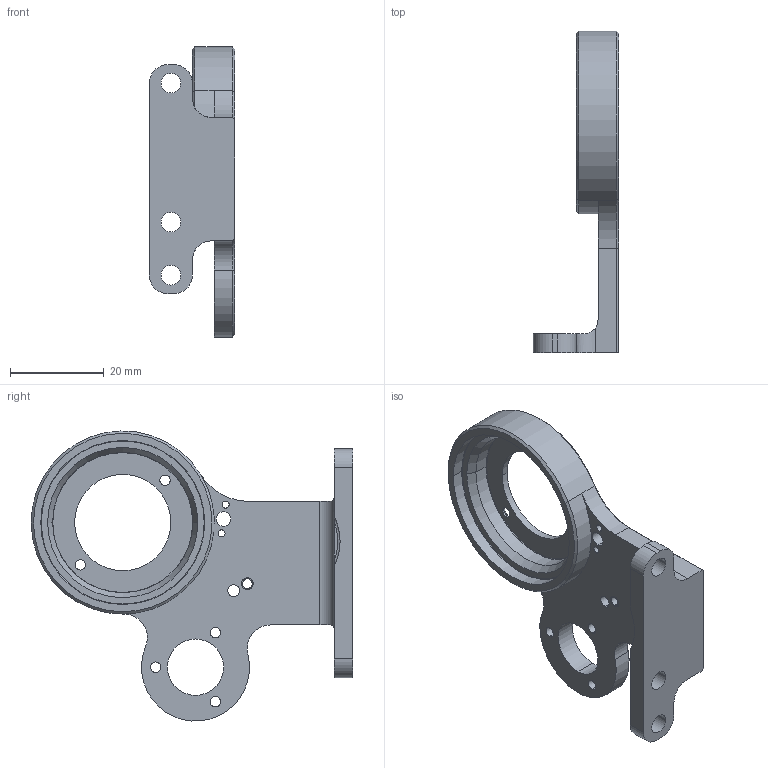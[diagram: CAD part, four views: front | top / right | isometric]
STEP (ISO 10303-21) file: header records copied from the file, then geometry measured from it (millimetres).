
FILE_DESCRIPTION((''),'2;1');
FILE_NAME('RC_IIT_010_P_013','2021-10-19T14:05:29',('silo-mech'),(''),'CREO PARAMETRIC BY PTC INC, 2020454','CREO PARAMETRIC BY PTC INC, 2020454','');
FILE_SCHEMA(('CONFIG_CONTROL_DESIGN'));
Length unit declared in the file: millimetre
Products named in the file (1): RC_IIT_010_P_013
Bounding box: 18.2 x 68.5 x 61.76 mm (x, y, z)
Volume: 11005.9 mm3; surface area: 8451.4 mm2
Topology: 1 solids, 4 shells, 157 faces, 385 edges, 238 vertices
Faces by surface type: cylinder 80, plane 31, cone 29, torus 17
Entity records: 4812 total; most frequent: DIRECTION 905, CARTESIAN_POINT 850, ORIENTED_EDGE 758, EDGE_CURVE 385, AXIS2_PLACEMENT_3D 372, VERTEX_POINT 238, CIRCLE 214, EDGE_LOOP 195
